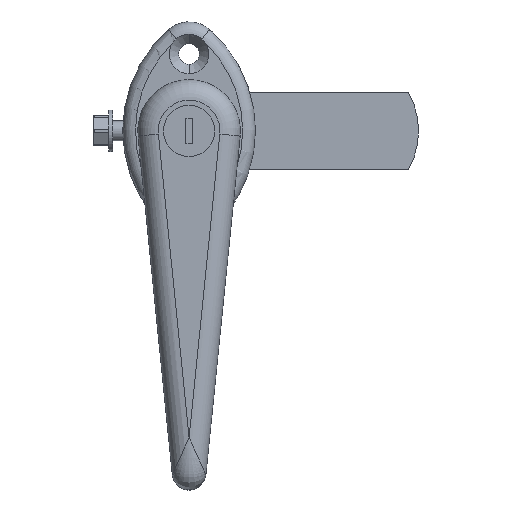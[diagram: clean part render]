
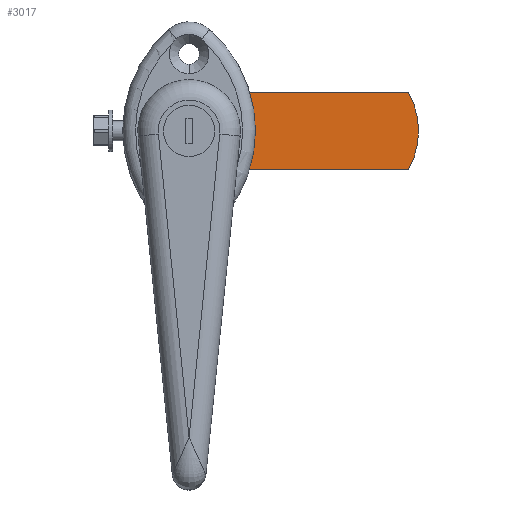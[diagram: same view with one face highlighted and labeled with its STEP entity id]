
A CAD part, front view. The second image highlights one B-rep face of the part: STEP entity #3017.
In plain terms, the highlighted planar face has unit normal (0, -1, 0).
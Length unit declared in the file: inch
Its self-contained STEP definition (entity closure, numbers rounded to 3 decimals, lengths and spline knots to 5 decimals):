
#2853=CARTESIAN_POINT('',(2.13779,1.19425,0.37401));
#2854=VERTEX_POINT('',#2853);
#2861=CARTESIAN_POINT('',(2.13779,1.19425,-0.37401));
#2862=VERTEX_POINT('',#2861);
#2863=CARTESIAN_POINT('',(1.47637,1.19425,0.));
#2864=DIRECTION('',(0.0,-1.0,0.0));
#2865=DIRECTION('',(1.0,0.0,0.0));
#2866=AXIS2_PLACEMENT_3D('',#2863,#2864,#2865);
#2867=CIRCLE('',#2866,0.75984);
#2868=EDGE_CURVE('',#2862,#2854,#2867,.T.);
#2885=CARTESIAN_POINT('',(-0.43307,1.19425,-0.37401));
#2886=VERTEX_POINT('',#2885);
#2887=CARTESIAN_POINT('',(2.13779,1.19425,-0.37401));
#2888=DIRECTION('',(-1.0,0.0,0.0));
#2889=VECTOR('',#2888,2.57086);
#2890=LINE('',#2887,#2889);
#2891=EDGE_CURVE('',#2862,#2886,#2890,.T.);
#2960=CARTESIAN_POINT('',(2.23621,1.19425,-0.37401));
#2961=DIRECTION('',(0.0,-1.0,0.0));
#2962=DIRECTION('',(0.0,0.0,-1.0));
#2963=AXIS2_PLACEMENT_3D('',#2960,#2961,#2962);
#2964=PLANE('',#2963);
#2965=ORIENTED_EDGE('',*,*,#2868,.T.);
#2966=CARTESIAN_POINT('',(-0.43307,1.19425,0.37401));
#2967=VERTEX_POINT('',#2966);
#2968=CARTESIAN_POINT('',(2.13779,1.19425,0.37401));
#2969=DIRECTION('',(-1.0,0.0,0.0));
#2970=VECTOR('',#2969,2.57086);
#2971=LINE('',#2968,#2970);
#2972=EDGE_CURVE('',#2854,#2967,#2971,.T.);
#2973=ORIENTED_EDGE('',*,*,#2972,.T.);
#2974=CARTESIAN_POINT('',(-0.43307,1.19425,-0.37401));
#2975=DIRECTION('',(0.0,0.0,1.0));
#2976=VECTOR('',#2975,0.74803);
#2977=LINE('',#2974,#2976);
#2978=EDGE_CURVE('',#2886,#2967,#2977,.T.);
#2979=ORIENTED_EDGE('',*,*,#2978,.F.);
#2980=ORIENTED_EDGE('',*,*,#2891,.F.);
#2981=EDGE_LOOP('',(#2965,#2973,#2979,#2980));
#2982=FACE_OUTER_BOUND('',#2981,.T.);
#2983=CARTESIAN_POINT('',(-0.15748,1.19425,0.15748));
#2984=VERTEX_POINT('',#2983);
#2985=CARTESIAN_POINT('',(0.15748,1.19425,0.15748));
#2986=VERTEX_POINT('',#2985);
#2987=CARTESIAN_POINT('',(-0.15748,1.19425,0.15748));
#2988=DIRECTION('',(1.0,0.0,0.0));
#2989=VECTOR('',#2988,0.31496);
#2990=LINE('',#2987,#2989);
#2991=EDGE_CURVE('',#2984,#2986,#2990,.T.);
#2992=ORIENTED_EDGE('',*,*,#2991,.T.);
#2993=CARTESIAN_POINT('',(0.15748,1.19425,-0.15748));
#2994=VERTEX_POINT('',#2993);
#2995=CARTESIAN_POINT('',(0.15748,1.19425,0.15748));
#2996=DIRECTION('',(0.0,0.0,-1.0));
#2997=VECTOR('',#2996,0.31496);
#2998=LINE('',#2995,#2997);
#2999=EDGE_CURVE('',#2986,#2994,#2998,.T.);
#3000=ORIENTED_EDGE('',*,*,#2999,.T.);
#3001=CARTESIAN_POINT('',(-0.15748,1.19425,-0.15748));
#3002=VERTEX_POINT('',#3001);
#3003=CARTESIAN_POINT('',(0.15748,1.19425,-0.15748));
#3004=DIRECTION('',(-1.0,0.0,0.0));
#3005=VECTOR('',#3004,0.31496);
#3006=LINE('',#3003,#3005);
#3007=EDGE_CURVE('',#2994,#3002,#3006,.T.);
#3008=ORIENTED_EDGE('',*,*,#3007,.T.);
#3009=CARTESIAN_POINT('',(-0.15748,1.19425,-0.15748));
#3010=DIRECTION('',(0.0,0.0,1.0));
#3011=VECTOR('',#3010,0.31496);
#3012=LINE('',#3009,#3011);
#3013=EDGE_CURVE('',#3002,#2984,#3012,.T.);
#3014=ORIENTED_EDGE('',*,*,#3013,.T.);
#3015=EDGE_LOOP('',(#2992,#3000,#3008,#3014));
#3016=FACE_BOUND('',#3015,.T.);
#3017=ADVANCED_FACE('',(#2982,#3016),#2964,.T.);
